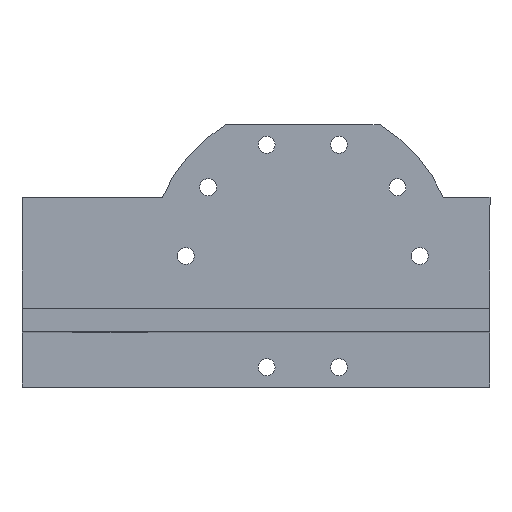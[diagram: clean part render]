
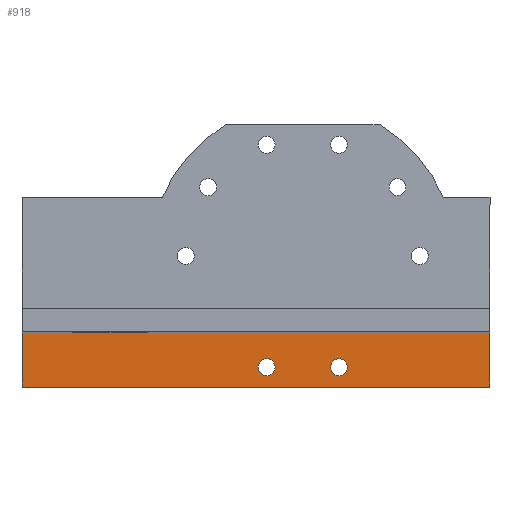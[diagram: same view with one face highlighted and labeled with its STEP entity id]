
A CAD part, top view. The second image highlights one B-rep face of the part: STEP entity #918.
In plain terms, the highlighted planar face has unit normal (0, 0, 1).
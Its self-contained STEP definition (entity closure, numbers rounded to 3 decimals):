
#67 = CARTESIAN_POINT ( 'NONE',  ( 7.725, 16.224, 0. ) ) ;
#139 = ORIENTED_EDGE ( 'NONE', *, *, #997, .T. ) ;
#158 = VECTOR ( 'NONE', #964, 1000. ) ;
#194 = DIRECTION ( 'NONE',  ( 0., 1., 0. ) ) ;
#208 = CARTESIAN_POINT ( 'NONE',  ( -5.925, 16.224, 0. ) ) ;
#252 = FACE_BOUND ( 'NONE', #1794, .T. ) ;
#259 = CIRCLE ( 'NONE', #1287, 1.8 ) ;
#265 = AXIS2_PLACEMENT_3D ( 'NONE', #1609, #1744, #846 ) ;
#290 = ORIENTED_EDGE ( 'NONE', *, *, #1686, .T. ) ;
#300 = CIRCLE ( 'NONE', #265, 1.8 ) ;
#317 = ORIENTED_EDGE ( 'NONE', *, *, #1210, .T. ) ;
#328 = VERTEX_POINT ( 'NONE', #1962 ) ;
#347 = ORIENTED_EDGE ( 'NONE', *, *, #1122, .T. ) ;
#352 = VECTOR ( 'NONE', #1056, 1000. ) ;
#367 = DIRECTION ( 'NONE',  ( 1., 0., 0. ) ) ;
#391 = VERTEX_POINT ( 'NONE', #1241 ) ;
#415 = CARTESIAN_POINT ( 'NONE',  ( 9.525, 16.224, 0. ) ) ;
#430 = VERTEX_POINT ( 'NONE', #951 ) ;
#434 = VERTEX_POINT ( 'NONE', #1383 ) ;
#457 = DIRECTION ( 'NONE',  ( 0., 0., -1. ) ) ;
#475 = VERTEX_POINT ( 'NONE', #208 ) ;
#522 = DIRECTION ( 'NONE',  ( 0., 0., 1. ) ) ;
#524 = EDGE_CURVE ( 'NONE', #966, #430, #300, .T. ) ;
#572 = EDGE_CURVE ( 'NONE', #475, #434, #1960, .T. ) ;
#625 = CARTESIAN_POINT ( 'NONE',  ( -60., 0., 0. ) ) ;
#668 = VERTEX_POINT ( 'NONE', #1948 ) ;
#683 = LINE ( 'NONE', #1737, #158 ) ;
#691 = DIRECTION ( 'NONE',  ( 1., 0., 0. ) ) ;
#699 = AXIS2_PLACEMENT_3D ( 'NONE', #1199, #522, #367 ) ;
#717 = ORIENTED_EDGE ( 'NONE', *, *, #1167, .F. ) ;
#722 = EDGE_CURVE ( 'NONE', #1336, #391, #1118, .T. ) ;
#733 = FACE_OUTER_BOUND ( 'NONE', #1555, .T. ) ;
#846 = DIRECTION ( 'NONE',  ( 1., 0., 0. ) ) ;
#888 = VECTOR ( 'NONE', #194, 1000. ) ;
#918 = ADVANCED_FACE ( 'NONE', ( #1280, #252, #733 ), #1175, .T. ) ;
#951 = CARTESIAN_POINT ( 'NONE',  ( 5.925, 16.224, 0. ) ) ;
#964 = DIRECTION ( 'NONE',  ( -1., 0., 0. ) ) ;
#966 = VERTEX_POINT ( 'NONE', #415 ) ;
#997 = EDGE_CURVE ( 'NONE', #328, #391, #1225, .T. ) ;
#1036 = EDGE_LOOP ( 'NONE', ( #1059, #290 ) ) ;
#1056 = DIRECTION ( 'NONE',  ( -1., 0., 0. ) ) ;
#1059 = ORIENTED_EDGE ( 'NONE', *, *, #524, .T. ) ;
#1118 = LINE ( 'NONE', #625, #888 ) ;
#1122 = EDGE_CURVE ( 'NONE', #434, #475, #1466, .T. ) ;
#1167 = EDGE_CURVE ( 'NONE', #668, #1336, #683, .T. ) ;
#1175 = PLANE ( 'NONE',  #699 ) ;
#1199 = CARTESIAN_POINT ( 'NONE',  ( 0., 0., 0. ) ) ;
#1210 = EDGE_CURVE ( 'NONE', #668, #328, #1415, .T. ) ;
#1225 = LINE ( 'NONE', #1688, #352 ) ;
#1241 = CARTESIAN_POINT ( 'NONE',  ( -60., 23.611, 0. ) ) ;
#1280 = FACE_BOUND ( 'NONE', #1036, .T. ) ;
#1286 = DIRECTION ( 'NONE',  ( 0., 1., 0. ) ) ;
#1287 = AXIS2_PLACEMENT_3D ( 'NONE', #67, #1296, #691 ) ;
#1296 = DIRECTION ( 'NONE',  ( 0., 0., -1. ) ) ;
#1310 = VECTOR ( 'NONE', #1286, 1000. ) ;
#1336 = VERTEX_POINT ( 'NONE', #1634 ) ;
#1383 = CARTESIAN_POINT ( 'NONE',  ( -9.525, 16.224, 0. ) ) ;
#1415 = LINE ( 'NONE', #1715, #1310 ) ;
#1422 = DIRECTION ( 'NONE',  ( 1., 0., 0. ) ) ;
#1466 = CIRCLE ( 'NONE', #1790, 1.8 ) ;
#1555 = EDGE_LOOP ( 'NONE', ( #317, #139, #1783, #717 ) ) ;
#1609 = CARTESIAN_POINT ( 'NONE',  ( 7.725, 16.224, 0. ) ) ;
#1634 = CARTESIAN_POINT ( 'NONE',  ( -60., 12., 0. ) ) ;
#1680 = DIRECTION ( 'NONE',  ( 1., 0., 0. ) ) ;
#1686 = EDGE_CURVE ( 'NONE', #430, #966, #259, .T. ) ;
#1688 = CARTESIAN_POINT ( 'NONE',  ( 0., 23.611, 0. ) ) ;
#1715 = CARTESIAN_POINT ( 'NONE',  ( 40., 0., 0. ) ) ;
#1737 = CARTESIAN_POINT ( 'NONE',  ( 0., 12., 0. ) ) ;
#1740 = AXIS2_PLACEMENT_3D ( 'NONE', #1752, #1900, #1422 ) ;
#1744 = DIRECTION ( 'NONE',  ( 0., 0., -1. ) ) ;
#1752 = CARTESIAN_POINT ( 'NONE',  ( -7.725, 16.224, 0. ) ) ;
#1783 = ORIENTED_EDGE ( 'NONE', *, *, #722, .F. ) ;
#1790 = AXIS2_PLACEMENT_3D ( 'NONE', #1828, #457, #1680 ) ;
#1794 = EDGE_LOOP ( 'NONE', ( #1873, #347 ) ) ;
#1828 = CARTESIAN_POINT ( 'NONE',  ( -7.725, 16.224, 0. ) ) ;
#1873 = ORIENTED_EDGE ( 'NONE', *, *, #572, .T. ) ;
#1900 = DIRECTION ( 'NONE',  ( 0., 0., -1. ) ) ;
#1948 = CARTESIAN_POINT ( 'NONE',  ( 40., 12., 0. ) ) ;
#1960 = CIRCLE ( 'NONE', #1740, 1.8 ) ;
#1962 = CARTESIAN_POINT ( 'NONE',  ( 40., 23.611, 0. ) ) ;
